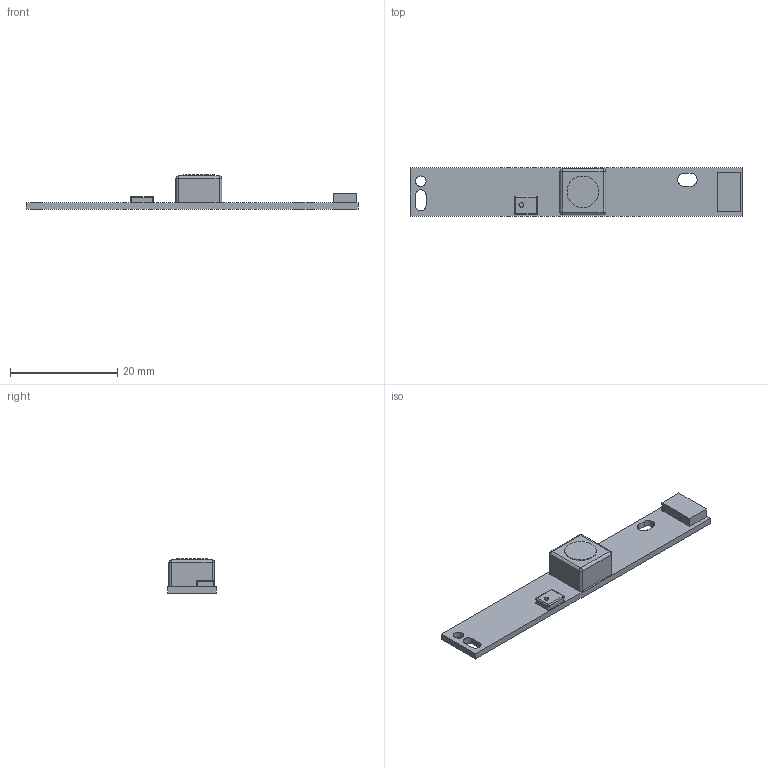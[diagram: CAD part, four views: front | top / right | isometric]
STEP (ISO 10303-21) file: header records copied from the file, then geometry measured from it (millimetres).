
FILE_DESCRIPTION(('FreeCAD Model'),'2;1');
FILE_NAME('usb-camera.step','2019-07-18T19:56:59',('Author'),(''), 'Open CASCADE STEP processor 7.3','FreeCAD','Unknown');
FILE_SCHEMA(('AUTOMOTIVE_DESIGN { 1 0 10303 214 1 1 1 1 }'));
Length unit declared in the file: millimetre
Products named in the file (2): Part; Fusion
Bounding box: 62 x 9 x 6.4 mm (x, y, z)
Volume: 1091 mm3; surface area: 1507.4 mm2
Topology: 1 solids, 1 shells, 71 faces, 177 edges, 106 vertices
Faces by surface type: plane 38, cylinder 25, sphere 8
Full cylindrical faces by diameter (mm): 0.86 x1, 2 x1, 5.9 x1
Entity records: 4716 total; most frequent: CARTESIAN_POINT 805, DIRECTION 621, LINE 359, VECTOR 359, ORIENTED_EDGE 338, PCURVE 338, DEFINITIONAL_REPRESENTATION 338, EDGE_CURVE 169
